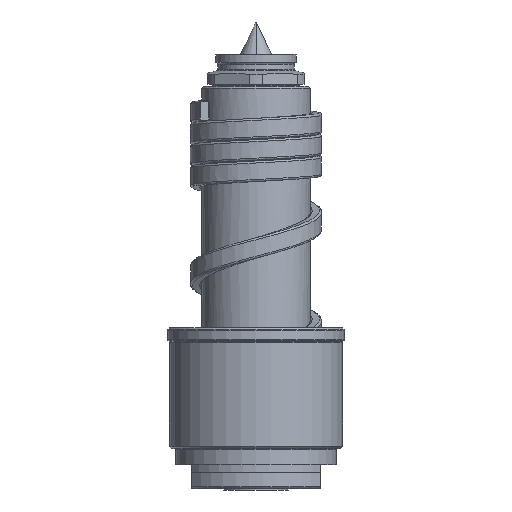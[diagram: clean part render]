
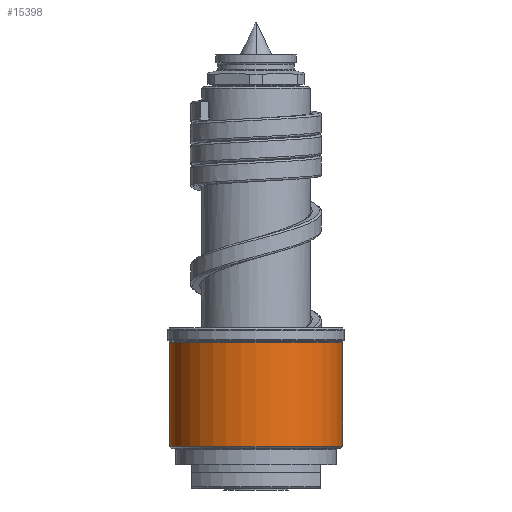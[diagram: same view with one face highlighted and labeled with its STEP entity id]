
A CAD part, front view. The second image highlights one B-rep face of the part: STEP entity #15398.
In plain terms, the highlighted cylindrical face has radius 21.5 mm (diameter 43 mm), a partial arc.
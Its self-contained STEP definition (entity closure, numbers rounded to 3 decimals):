
#5891=CARTESIAN_POINT('',(0.,0.,10.583));
#5892=DIRECTION('',(0.,0.,1.));
#5893=DIRECTION('',(-1.,0.,0.));
#5894=AXIS2_PLACEMENT_3D('',#5891,#5892,#5893);
#5896=DIRECTION('',(0.,0.,-1.));
#5897=VECTOR('',#5896,25.834);
#5898=CARTESIAN_POINT('',(-21.5,0.,36.417));
#5899=LINE('',#5898,#5897);
#5900=CARTESIAN_POINT('',(0.,0.,36.417));
#5901=DIRECTION('',(0.,0.,1.));
#5902=DIRECTION('',(-1.,0.,0.));
#5903=AXIS2_PLACEMENT_3D('',#5900,#5901,#5902);
#5905=DIRECTION('',(0.,0.,-1.));
#5906=VECTOR('',#5905,25.834);
#5907=CARTESIAN_POINT('',(21.5,0.,36.417));
#5908=LINE('',#5907,#5906);
#6249=CARTESIAN_POINT('',(21.5,0.,36.417));
#6250=CARTESIAN_POINT('',(-21.5,0.,36.417));
#6251=VERTEX_POINT('',#6249);
#6252=VERTEX_POINT('',#6250);
#6275=CARTESIAN_POINT('',(21.5,0.,10.583));
#6276=VERTEX_POINT('',#6275);
#6277=CARTESIAN_POINT('',(-21.5,0.,10.583));
#6278=VERTEX_POINT('',#6277);
#15386=CARTESIAN_POINT('',(0.,0.,8.5));
#15387=DIRECTION('',(0.,0.,1.));
#15388=DIRECTION('',(-1.,0.,0.));
#15389=AXIS2_PLACEMENT_3D('',#15386,#15387,#15388);
#15390=CYLINDRICAL_SURFACE('',#15389,21.5);
#15391=ORIENTED_EDGE('',*,*,#13041,.F.);
#15392=ORIENTED_EDGE('',*,*,#13022,.F.);
#15394=ORIENTED_EDGE('',*,*,#15393,.T.);
#15395=ORIENTED_EDGE('',*,*,#13018,.T.);
#15396=EDGE_LOOP('',(#15391,#15392,#15394,#15395));
#15397=FACE_OUTER_BOUND('',#15396,.F.);
#5895=CIRCLE('',#5894,21.5);
#5904=CIRCLE('',#5903,21.5);
#13018=EDGE_CURVE('',#6251,#6276,#5908,.T.);
#13022=EDGE_CURVE('',#6252,#6278,#5899,.T.);
#13041=EDGE_CURVE('',#6278,#6276,#5895,.T.);
#15393=EDGE_CURVE('',#6252,#6251,#5904,.T.);
#15398=ADVANCED_FACE('',(#15397),#15390,.T.);
